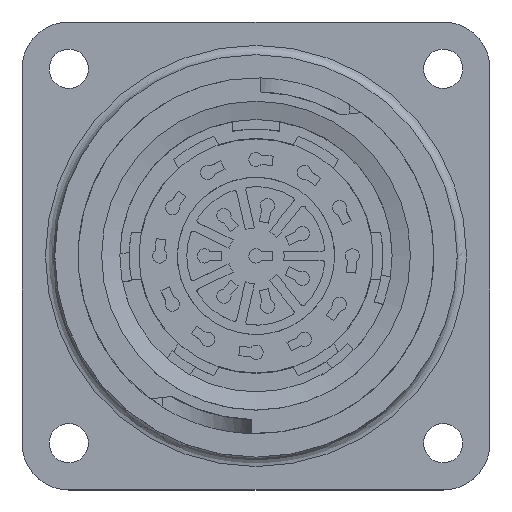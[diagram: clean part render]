
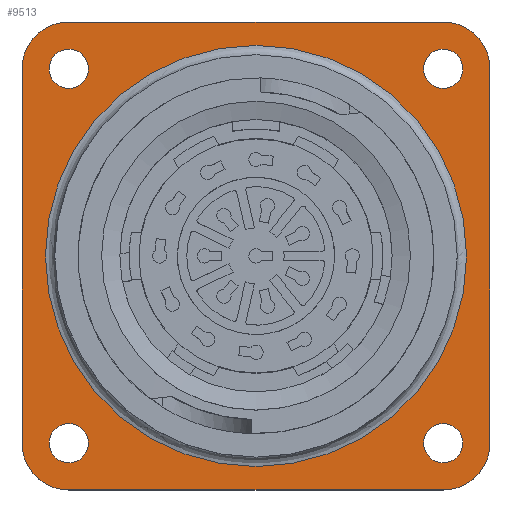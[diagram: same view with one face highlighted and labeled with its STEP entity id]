
A CAD part, top view. The second image highlights one B-rep face of the part: STEP entity #9513.
In plain terms, the highlighted planar face has unit normal (0, 0, 1).
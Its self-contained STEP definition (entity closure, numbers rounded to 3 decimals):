
#6708=LINE('',#26880,#8124);
#6712=LINE('',#26892,#8128);
#6716=LINE('',#26904,#8132);
#6720=LINE('',#26916,#8136);
#8124=VECTOR('',#22565,1.);
#8128=VECTOR('',#22577,1.);
#8132=VECTOR('',#22589,1.);
#8136=VECTOR('',#22601,1.);
#9513=ADVANCED_FACE('',(#10791,#10792,#10793,#10794,#10795,#10796),#10296,
 .T.);
#10296=PLANE('',#20947);
#10791=FACE_BOUND('',#10944,.T.);
#10792=FACE_BOUND('',#10945,.T.);
#10793=FACE_BOUND('',#10946,.T.);
#10794=FACE_BOUND('',#10947,.T.);
#10795=FACE_BOUND('',#10948,.T.);
#10796=FACE_BOUND('',#10949,.T.);
#10944=EDGE_LOOP('',(#12007));
#10945=EDGE_LOOP('',(#12008));
#10946=EDGE_LOOP('',(#12009));
#10947=EDGE_LOOP('',(#12010));
#10948=EDGE_LOOP('',(#12011));
#10949=EDGE_LOOP('',(#12012,#12013,#12014,#12015,#12016,#12017,#12018,#12019));
#12007=ORIENTED_EDGE('',*,*,#18052,.T.);
#12008=ORIENTED_EDGE('',*,*,#17937,.T.);
#12009=ORIENTED_EDGE('',*,*,#18027,.T.);
#12010=ORIENTED_EDGE('',*,*,#18025,.T.);
#12011=ORIENTED_EDGE('',*,*,#18023,.T.);
#12012=ORIENTED_EDGE('',*,*,#18051,.F.);
#12013=ORIENTED_EDGE('',*,*,#18048,.F.);
#12014=ORIENTED_EDGE('',*,*,#18045,.F.);
#12015=ORIENTED_EDGE('',*,*,#18042,.F.);
#12016=ORIENTED_EDGE('',*,*,#18039,.F.);
#12017=ORIENTED_EDGE('',*,*,#18036,.F.);
#12018=ORIENTED_EDGE('',*,*,#18033,.F.);
#12019=ORIENTED_EDGE('',*,*,#18030,.F.);
#16382=VERTEX_POINT('',#26694);
#16430=VERTEX_POINT('',#26863);
#16432=VERTEX_POINT('',#26868);
#16434=VERTEX_POINT('',#26873);
#16437=VERTEX_POINT('',#26879);
#16438=VERTEX_POINT('',#26881);
#16440=VERTEX_POINT('',#26887);
#16442=VERTEX_POINT('',#26893);
#16444=VERTEX_POINT('',#26899);
#16446=VERTEX_POINT('',#26905);
#16448=VERTEX_POINT('',#26911);
#16450=VERTEX_POINT('',#26917);
#16451=VERTEX_POINT('',#26925);
#17937=EDGE_CURVE('',#16382,#16382,#20203,.T.);
#18023=EDGE_CURVE('',#16430,#16430,#20229,.T.);
#18025=EDGE_CURVE('',#16432,#16432,#20231,.T.);
#18027=EDGE_CURVE('',#16434,#16434,#20233,.T.);
#18030=EDGE_CURVE('',#16437,#16438,#6708,.T.);
#18033=EDGE_CURVE('',#16438,#16440,#20235,.T.);
#18036=EDGE_CURVE('',#16440,#16442,#6712,.T.);
#18039=EDGE_CURVE('',#16442,#16444,#20237,.T.);
#18042=EDGE_CURVE('',#16444,#16446,#6716,.T.);
#18045=EDGE_CURVE('',#16446,#16448,#20239,.T.);
#18048=EDGE_CURVE('',#16448,#16450,#6720,.T.);
#18051=EDGE_CURVE('',#16450,#16437,#20241,.T.);
#18052=EDGE_CURVE('',#16451,#16451,#20242,.T.);
#20203=CIRCLE('',#20860,2.1);
#20229=CIRCLE('',#20921,2.1);
#20231=CIRCLE('',#20924,2.1);
#20233=CIRCLE('',#20927,2.1);
#20235=CIRCLE('',#20931,5.);
#20237=CIRCLE('',#20935,5.);
#20239=CIRCLE('',#20939,5.);
#20241=CIRCLE('',#20944,5.);
#20242=CIRCLE('',#20946,22.5);
#20860=AXIS2_PLACEMENT_3D('',#26693,#22365,#22366);
#20921=AXIS2_PLACEMENT_3D('',#26862,#22547,#22548);
#20924=AXIS2_PLACEMENT_3D('',#26867,#22553,#22554);
#20927=AXIS2_PLACEMENT_3D('',#26872,#22559,#22560);
#20931=AXIS2_PLACEMENT_3D('',#26886,#22571,#22572);
#20935=AXIS2_PLACEMENT_3D('',#26898,#22583,#22584);
#20939=AXIS2_PLACEMENT_3D('',#26910,#22595,#22596);
#20944=AXIS2_PLACEMENT_3D('',#26922,#22609,#22610);
#20946=AXIS2_PLACEMENT_3D('',#26924,#22613,#22614);
#20947=AXIS2_PLACEMENT_3D('',#26926,#22615,#22616);
#22365=DIRECTION('',(0.,0.,-1.));
#22366=DIRECTION('',(1.,0.,0.));
#22547=DIRECTION('',(0.,0.,-1.));
#22548=DIRECTION('',(1.,0.,0.));
#22553=DIRECTION('',(0.,0.,-1.));
#22554=DIRECTION('',(1.,0.,0.));
#22559=DIRECTION('',(0.,0.,-1.));
#22560=DIRECTION('',(1.,0.,0.));
#22565=DIRECTION('',(1.,0.,0.));
#22571=DIRECTION('',(0.,0.,-1.));
#22572=DIRECTION('',(0.,1.,0.));
#22577=DIRECTION('',(0.,-1.,0.));
#22583=DIRECTION('',(0.,0.,-1.));
#22584=DIRECTION('',(1.,0.,0.));
#22589=DIRECTION('',(-1.,0.,0.));
#22595=DIRECTION('',(0.,0.,-1.));
#22596=DIRECTION('',(0.,-1.,0.));
#22601=DIRECTION('',(0.,1.,0.));
#22609=DIRECTION('',(0.,0.,-1.));
#22610=DIRECTION('',(-1.,0.,0.));
#22613=DIRECTION('',(0.,0.,-1.));
#22614=DIRECTION('',(1.,0.,0.));
#22615=DIRECTION('',(0.,0.,1.));
#22616=DIRECTION('',(1.,0.,0.));
#26693=CARTESIAN_POINT('',(-28.824,-29.712,3.8));
#26694=CARTESIAN_POINT('',(-26.724,-29.712,3.8));
#26862=CARTESIAN_POINT('',(-68.824,10.288,3.8));
#26863=CARTESIAN_POINT('',(-66.724,10.288,3.8));
#26867=CARTESIAN_POINT('',(-28.824,10.288,3.8));
#26868=CARTESIAN_POINT('',(-26.724,10.288,3.8));
#26872=CARTESIAN_POINT('',(-68.824,-29.712,3.8));
#26873=CARTESIAN_POINT('',(-66.724,-29.712,3.8));
#26879=CARTESIAN_POINT('',(-68.824,15.288,3.8));
#26880=CARTESIAN_POINT('',(-68.824,15.288,3.8));
#26881=CARTESIAN_POINT('',(-28.824,15.288,3.8));
#26886=CARTESIAN_POINT('',(-28.824,10.288,3.8));
#26887=CARTESIAN_POINT('',(-23.824,10.288,3.8));
#26892=CARTESIAN_POINT('',(-23.824,10.288,3.8));
#26893=CARTESIAN_POINT('',(-23.824,-29.712,3.8));
#26898=CARTESIAN_POINT('',(-28.824,-29.712,3.8));
#26899=CARTESIAN_POINT('',(-28.824,-34.712,3.8));
#26904=CARTESIAN_POINT('',(-28.824,-34.712,3.8));
#26905=CARTESIAN_POINT('',(-68.824,-34.712,3.8));
#26910=CARTESIAN_POINT('',(-68.824,-29.712,3.8));
#26911=CARTESIAN_POINT('',(-73.824,-29.712,3.8));
#26916=CARTESIAN_POINT('',(-73.824,-29.712,3.8));
#26917=CARTESIAN_POINT('',(-73.824,10.288,3.8));
#26922=CARTESIAN_POINT('',(-68.824,10.288,3.8));
#26924=CARTESIAN_POINT('',(-48.824,-9.712,3.8));
#26925=CARTESIAN_POINT('',(-26.324,-9.712,3.8));
#26926=CARTESIAN_POINT('',(-76.324,-37.212,3.8));
